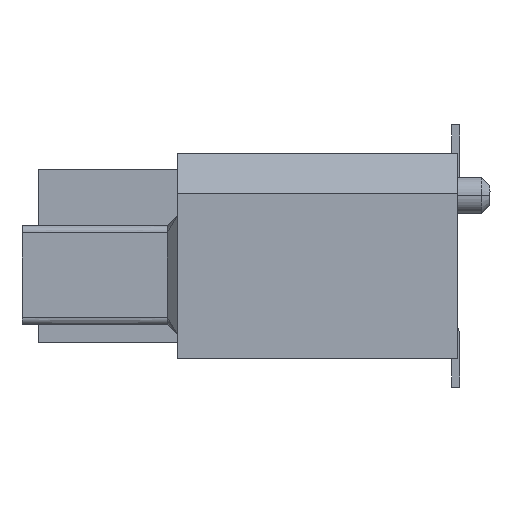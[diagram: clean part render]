
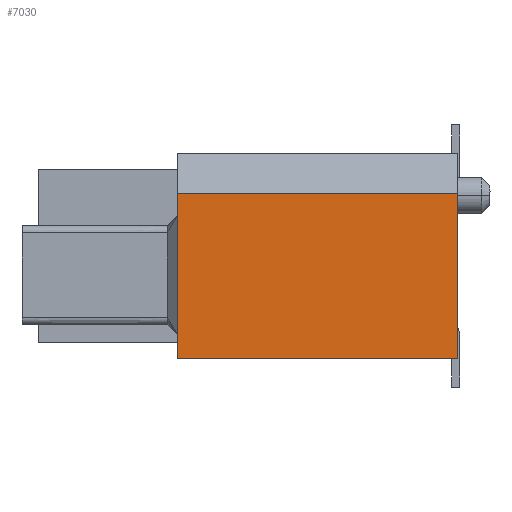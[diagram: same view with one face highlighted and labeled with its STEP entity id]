
A CAD part, left-side view. The second image highlights one B-rep face of the part: STEP entity #7030.
In plain terms, the highlighted planar face has unit normal (-1, 0, 0).
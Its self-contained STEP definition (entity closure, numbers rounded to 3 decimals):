
#6640=CARTESIAN_POINT('',(0.,1.425,-0.5));
#6650=DIRECTION('',(-1.,0.,0.));
#6660=DIRECTION('',(0.,0.,1.));
#6670=AXIS2_PLACEMENT_3D('',#6640,#6650,#6660);
#6680=PLANE('',#6670);
#6690=CARTESIAN_POINT('',(0.,0.,1.55));
#6700=DIRECTION('',(0.,1.,0.));
#6710=VECTOR('',#6700,1.);
#6720=LINE('',#6690,#6710);
#6730=CARTESIAN_POINT('',(0.,-2.05,1.55));
#6740=VERTEX_POINT('',#6730);
#6750=CARTESIAN_POINT('',(0.,4.9,1.55));
#6760=VERTEX_POINT('',#6750);
#6770=EDGE_CURVE('',#6740,#6760,#6720,.T.);
#6780=ORIENTED_EDGE('',*,*,#6770,.T.);
#6790=CARTESIAN_POINT('',(0.,-2.05,0.));
#6800=DIRECTION('',(0.,0.,-1.));
#6810=VECTOR('',#6800,1.);
#6820=LINE('',#6790,#6810);
#6830=CARTESIAN_POINT('',(0.,-2.05,-2.55));
#6840=VERTEX_POINT('',#6830);
#6850=EDGE_CURVE('',#6740,#6840,#6820,.T.);
#6860=ORIENTED_EDGE('',*,*,#6850,.F.);
#6870=CARTESIAN_POINT('',(0.,0.,-2.55));
#6880=DIRECTION('',(0.,1.,0.));
#6890=VECTOR('',#6880,1.);
#6900=LINE('',#6870,#6890);
#6910=CARTESIAN_POINT('',(0.,4.9,-2.55));
#6920=VERTEX_POINT('',#6910);
#6930=EDGE_CURVE('',#6840,#6920,#6900,.T.);
#6940=ORIENTED_EDGE('',*,*,#6930,.F.);
#6950=CARTESIAN_POINT('',(0.,4.9,0.));
#6960=DIRECTION('',(0.,0.,-1.));
#6970=VECTOR('',#6960,1.);
#6980=LINE('',#6950,#6970);
#6990=EDGE_CURVE('',#6760,#6920,#6980,.T.);
#7000=ORIENTED_EDGE('',*,*,#6990,.T.);
#7010=EDGE_LOOP('',(#7000,#6940,#6860,#6780));
#7020=FACE_OUTER_BOUND('',#7010,.T.);
#7030=ADVANCED_FACE('',(#7020),#6680,.T.);
